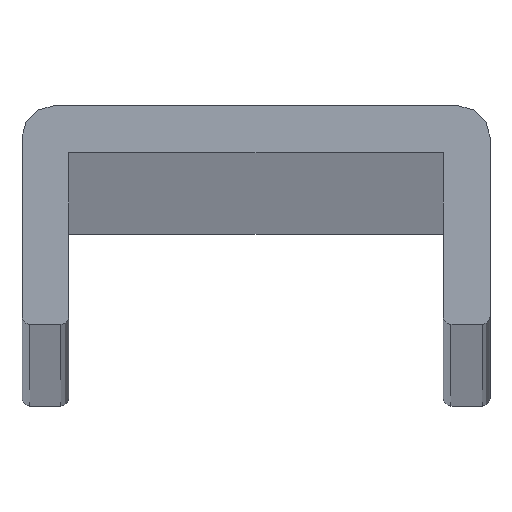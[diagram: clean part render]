
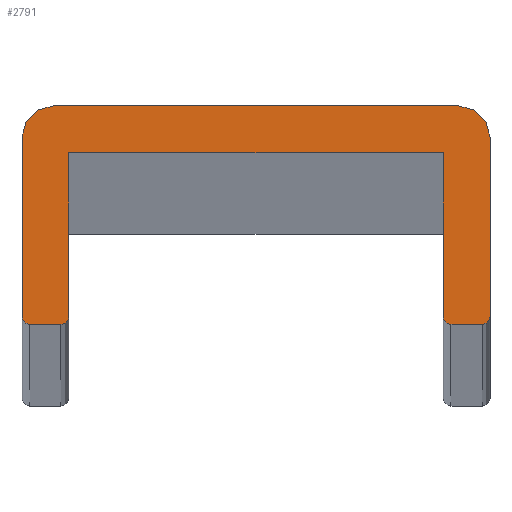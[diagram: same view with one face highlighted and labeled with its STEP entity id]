
A CAD part, top view. The second image highlights one B-rep face of the part: STEP entity #2791.
In plain terms, the highlighted planar face has unit normal (0, 0, 1).
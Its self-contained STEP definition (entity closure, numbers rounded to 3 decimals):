
#106 = EDGE_CURVE ( 'NONE', #8797, #7359, #5976, .T. ) ;
#244 = VERTEX_POINT ( 'NONE', #11699 ) ;
#361 = DIRECTION ( 'NONE',  ( 1., 0., 0. ) ) ;
#463 = CARTESIAN_POINT ( 'NONE',  ( 13., 14., 1500. ) ) ;
#670 = DIRECTION ( 'NONE',  ( 0., -1., 0. ) ) ;
#813 = VECTOR ( 'NONE', #8214, 1000. ) ;
#989 = CIRCLE ( 'NONE', #11041, 0.5 ) ;
#1015 = ORIENTED_EDGE ( 'NONE', *, *, #10359, .T. ) ;
#1017 = LINE ( 'NONE', #7664, #13083 ) ;
#1100 = DIRECTION ( 'NONE',  ( 0., 0., -1. ) ) ;
#1282 = EDGE_CURVE ( 'NONE', #2839, #3702, #10398, .T. ) ;
#1400 = LINE ( 'NONE', #8777, #14233 ) ;
#1555 = EDGE_LOOP ( 'NONE', ( #14866, #6251, #8949, #2282, #8861, #5559, #13987, #1015, #11614, #11478, #10487, #9177, #5180, #13111 ) ) ;
#1579 = CARTESIAN_POINT ( 'NONE',  ( -15., 12., 1500. ) ) ;
#1644 = EDGE_CURVE ( 'NONE', #6743, #2839, #5740, .T. ) ;
#1662 = CIRCLE ( 'NONE', #4642, 0.5 ) ;
#1737 = DIRECTION ( 'NONE',  ( 0., 0., 1. ) ) ;
#1772 = AXIS2_PLACEMENT_3D ( 'NONE', #11267, #5351, #11468 ) ;
#1887 = CARTESIAN_POINT ( 'NONE',  ( -12., 11., 1500. ) ) ;
#1976 = VECTOR ( 'NONE', #670, 1000. ) ;
#2056 = FACE_OUTER_BOUND ( 'NONE', #1555, .T. ) ;
#2059 = EDGE_CURVE ( 'NONE', #4314, #2443, #11093, .T. ) ;
#2146 = AXIS2_PLACEMENT_3D ( 'NONE', #9848, #12065, #7313 ) ;
#2202 = DIRECTION ( 'NONE',  ( 1., 0., 0. ) ) ;
#2282 = ORIENTED_EDGE ( 'NONE', *, *, #8908, .T. ) ;
#2443 = VERTEX_POINT ( 'NONE', #13671 ) ;
#2526 = CARTESIAN_POINT ( 'NONE',  ( 12., 11., 1500. ) ) ;
#2787 = VERTEX_POINT ( 'NONE', #463 ) ;
#2791 = ADVANCED_FACE ( 'NONE', ( #2056 ), #10080, .T. ) ;
#2839 = VERTEX_POINT ( 'NONE', #12607 ) ;
#3332 = VERTEX_POINT ( 'NONE', #13172 ) ;
#3702 = VERTEX_POINT ( 'NONE', #2526 ) ;
#3999 = CARTESIAN_POINT ( 'NONE',  ( -13., 12., 1500. ) ) ;
#4038 = VECTOR ( 'NONE', #13827, 1000. ) ;
#4314 = VERTEX_POINT ( 'NONE', #12974 ) ;
#4642 = AXIS2_PLACEMENT_3D ( 'NONE', #12245, #5033, #361 ) ;
#4975 = EDGE_CURVE ( 'NONE', #15106, #10621, #1662, .T. ) ;
#5033 = DIRECTION ( 'NONE',  ( 0., 0., 1. ) ) ;
#5180 = ORIENTED_EDGE ( 'NONE', *, *, #9031, .F. ) ;
#5304 = CARTESIAN_POINT ( 'NONE',  ( -12., 0.5, 1500. ) ) ;
#5318 = CIRCLE ( 'NONE', #2146, 0.5 ) ;
#5351 = DIRECTION ( 'NONE',  ( 0., 0., 1. ) ) ;
#5517 = LINE ( 'NONE', #14687, #1976 ) ;
#5559 = ORIENTED_EDGE ( 'NONE', *, *, #1644, .T. ) ;
#5740 = LINE ( 'NONE', #5304, #6095 ) ;
#5976 = CIRCLE ( 'NONE', #14247, 2. ) ;
#6006 = CARTESIAN_POINT ( 'NONE',  ( -12.5, 0., 1500. ) ) ;
#6095 = VECTOR ( 'NONE', #13545, 1000. ) ;
#6251 = ORIENTED_EDGE ( 'NONE', *, *, #11960, .F. ) ;
#6631 = LINE ( 'NONE', #10361, #14052 ) ;
#6743 = VERTEX_POINT ( 'NONE', #12387 ) ;
#6932 = EDGE_CURVE ( 'NONE', #4314, #10621, #1400, .T. ) ;
#7313 = DIRECTION ( 'NONE',  ( 1., 0., 0. ) ) ;
#7359 = VERTEX_POINT ( 'NONE', #1579 ) ;
#7366 = VERTEX_POINT ( 'NONE', #8316 ) ;
#7664 = CARTESIAN_POINT ( 'NONE',  ( 15., 12., 1500. ) ) ;
#7729 = DIRECTION ( 'NONE',  ( 0., -1., 0. ) ) ;
#7785 = DIRECTION ( 'NONE',  ( 1., 0., 0. ) ) ;
#8214 = DIRECTION ( 'NONE',  ( 1., 0., 0. ) ) ;
#8309 = CARTESIAN_POINT ( 'NONE',  ( 12., 0.5, 1500. ) ) ;
#8316 = CARTESIAN_POINT ( 'NONE',  ( 15., 12., 1500. ) ) ;
#8777 = CARTESIAN_POINT ( 'NONE',  ( 14.5, 0., 1500. ) ) ;
#8797 = VERTEX_POINT ( 'NONE', #12604 ) ;
#8861 = ORIENTED_EDGE ( 'NONE', *, *, #13116, .T. ) ;
#8908 = EDGE_CURVE ( 'NONE', #3332, #13820, #15121, .T. ) ;
#8949 = ORIENTED_EDGE ( 'NONE', *, *, #9590, .T. ) ;
#9031 = EDGE_CURVE ( 'NONE', #2787, #7366, #11586, .T. ) ;
#9177 = ORIENTED_EDGE ( 'NONE', *, *, #11677, .F. ) ;
#9247 = CARTESIAN_POINT ( 'NONE',  ( -14.5, 0., 1500. ) ) ;
#9429 = DIRECTION ( 'NONE',  ( -1., 0., 0. ) ) ;
#9590 = EDGE_CURVE ( 'NONE', #244, #3332, #989, .T. ) ;
#9837 = DIRECTION ( 'NONE',  ( 0., 1., 0. ) ) ;
#9848 = CARTESIAN_POINT ( 'NONE',  ( -12.5, 0.5, 1500. ) ) ;
#9922 = VECTOR ( 'NONE', #9837, 1000. ) ;
#10052 = AXIS2_PLACEMENT_3D ( 'NONE', #14150, #1100, #9429 ) ;
#10080 = PLANE ( 'NONE',  #1772 ) ;
#10119 = LINE ( 'NONE', #10906, #9922 ) ;
#10168 = CARTESIAN_POINT ( 'NONE',  ( 12.5, 0., 1500. ) ) ;
#10359 = EDGE_CURVE ( 'NONE', #3702, #15106, #5517, .T. ) ;
#10361 = CARTESIAN_POINT ( 'NONE',  ( -13., 14., 1500. ) ) ;
#10398 = LINE ( 'NONE', #1887, #4038 ) ;
#10487 = ORIENTED_EDGE ( 'NONE', *, *, #2059, .T. ) ;
#10621 = VERTEX_POINT ( 'NONE', #10168 ) ;
#10906 = CARTESIAN_POINT ( 'NONE',  ( -15., 0.5, 1500. ) ) ;
#11041 = AXIS2_PLACEMENT_3D ( 'NONE', #15027, #12579, #12476 ) ;
#11093 = CIRCLE ( 'NONE', #12710, 0.5 ) ;
#11145 = EDGE_CURVE ( 'NONE', #8797, #2787, #6631, .T. ) ;
#11203 = DIRECTION ( 'NONE',  ( -1., 0., 0. ) ) ;
#11267 = CARTESIAN_POINT ( 'NONE',  ( -13., 12., 1500. ) ) ;
#11287 = DIRECTION ( 'NONE',  ( 1., 0., 0. ) ) ;
#11346 = CARTESIAN_POINT ( 'NONE',  ( 14.5, 0.5, 1500. ) ) ;
#11468 = DIRECTION ( 'NONE',  ( 1., 0., 0. ) ) ;
#11478 = ORIENTED_EDGE ( 'NONE', *, *, #6932, .F. ) ;
#11586 = CIRCLE ( 'NONE', #10052, 2. ) ;
#11614 = ORIENTED_EDGE ( 'NONE', *, *, #4975, .T. ) ;
#11677 = EDGE_CURVE ( 'NONE', #7366, #2443, #1017, .T. ) ;
#11699 = CARTESIAN_POINT ( 'NONE',  ( -15., 0.5, 1500. ) ) ;
#11960 = EDGE_CURVE ( 'NONE', #244, #7359, #10119, .T. ) ;
#12065 = DIRECTION ( 'NONE',  ( 0., 0., 1. ) ) ;
#12245 = CARTESIAN_POINT ( 'NONE',  ( 12.5, 0.5, 1500. ) ) ;
#12387 = CARTESIAN_POINT ( 'NONE',  ( -12., 0.5, 1500. ) ) ;
#12476 = DIRECTION ( 'NONE',  ( 1., 0., 0. ) ) ;
#12545 = DIRECTION ( 'NONE',  ( 0., 0., 1. ) ) ;
#12579 = DIRECTION ( 'NONE',  ( 0., 0., 1. ) ) ;
#12604 = CARTESIAN_POINT ( 'NONE',  ( -13., 14., 1500. ) ) ;
#12607 = CARTESIAN_POINT ( 'NONE',  ( -12., 11., 1500. ) ) ;
#12710 = AXIS2_PLACEMENT_3D ( 'NONE', #11346, #12545, #7785 ) ;
#12974 = CARTESIAN_POINT ( 'NONE',  ( 14.5, 0., 1500. ) ) ;
#13083 = VECTOR ( 'NONE', #7729, 1000. ) ;
#13111 = ORIENTED_EDGE ( 'NONE', *, *, #11145, .F. ) ;
#13116 = EDGE_CURVE ( 'NONE', #13820, #6743, #5318, .T. ) ;
#13172 = CARTESIAN_POINT ( 'NONE',  ( -14.5, 0., 1500. ) ) ;
#13545 = DIRECTION ( 'NONE',  ( 0., 1., 0. ) ) ;
#13671 = CARTESIAN_POINT ( 'NONE',  ( 15., 0.5, 1500. ) ) ;
#13820 = VERTEX_POINT ( 'NONE', #6006 ) ;
#13827 = DIRECTION ( 'NONE',  ( 1., 0., 0. ) ) ;
#13987 = ORIENTED_EDGE ( 'NONE', *, *, #1282, .T. ) ;
#14052 = VECTOR ( 'NONE', #2202, 1000. ) ;
#14150 = CARTESIAN_POINT ( 'NONE',  ( 13., 12., 1500. ) ) ;
#14233 = VECTOR ( 'NONE', #11203, 1000. ) ;
#14247 = AXIS2_PLACEMENT_3D ( 'NONE', #3999, #1737, #11287 ) ;
#14687 = CARTESIAN_POINT ( 'NONE',  ( 12., 11., 1500. ) ) ;
#14866 = ORIENTED_EDGE ( 'NONE', *, *, #106, .T. ) ;
#15027 = CARTESIAN_POINT ( 'NONE',  ( -14.5, 0.5, 1500. ) ) ;
#15106 = VERTEX_POINT ( 'NONE', #8309 ) ;
#15121 = LINE ( 'NONE', #9247, #813 ) ;
